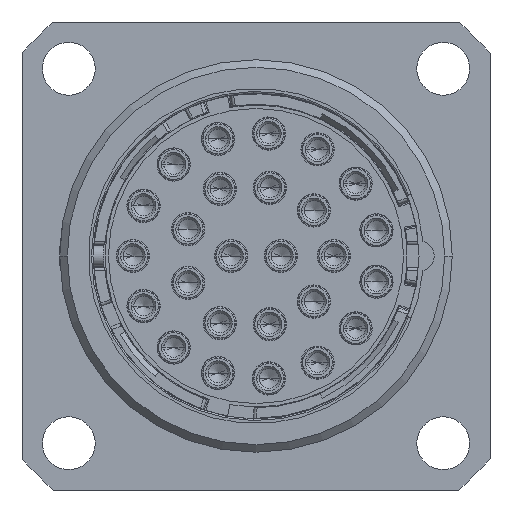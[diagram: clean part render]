
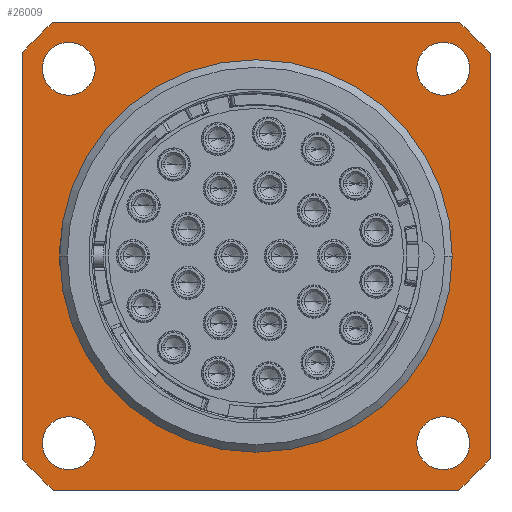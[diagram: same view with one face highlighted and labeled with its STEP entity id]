
A CAD part, left-side view. The second image highlights one B-rep face of the part: STEP entity #26009.
In plain terms, the highlighted planar face has unit normal (-1, 0, 0).
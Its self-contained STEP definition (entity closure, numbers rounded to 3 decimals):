
#996=CARTESIAN_POINT('',(-1.5,0.,0.));
#997=DIRECTION('',(-1.,0.,0.));
#998=DIRECTION('',(0.,-1.,0.));
#999=AXIS2_PLACEMENT_3D('',#996,#997,#998);
#1009=CARTESIAN_POINT('',(-1.5,0.,0.));
#1010=DIRECTION('',(-1.,0.,0.));
#1011=DIRECTION('',(0.,1.,0.));
#1012=AXIS2_PLACEMENT_3D('',#1009,#1010,#1011);
#1117=DIRECTION('',(0.,0.,1.));
#1118=VECTOR('',#1117,26.833);
#1119=CARTESIAN_POINT('',(-1.5,-15.5,-13.416));
#1120=LINE('2396',#1119,#1118);
#1121=CARTESIAN_POINT('',(-1.5,0.,0.));
#1122=DIRECTION('',(-1.,0.,0.));
#1123=DIRECTION('',(0.,-0.654,-0.756));
#1124=AXIS2_PLACEMENT_3D('',#1121,#1122,#1123);
#1126=DIRECTION('',(0.,-1.,0.));
#1127=VECTOR('',#1126,26.833);
#1128=CARTESIAN_POINT('',(-1.5,13.416,-15.5));
#1129=LINE('2398',#1128,#1127);
#1130=CARTESIAN_POINT('',(-1.5,0.,0.));
#1131=DIRECTION('',(-1.,0.,0.));
#1132=DIRECTION('',(0.,0.756,-0.654));
#1133=AXIS2_PLACEMENT_3D('',#1130,#1131,#1132);
#1135=DIRECTION('',(0.,0.,-1.));
#1136=VECTOR('',#1135,26.833);
#1137=CARTESIAN_POINT('',(-1.5,15.5,13.416));
#1138=LINE('2400',#1137,#1136);
#1139=CARTESIAN_POINT('',(-1.5,0.,0.));
#1140=DIRECTION('',(-1.,0.,0.));
#1141=DIRECTION('',(0.,0.654,0.756));
#1142=AXIS2_PLACEMENT_3D('',#1139,#1140,#1141);
#1144=DIRECTION('',(0.,1.,0.));
#1145=VECTOR('',#1144,26.833);
#1146=CARTESIAN_POINT('',(-1.5,-13.416,15.5));
#1147=LINE('2402',#1146,#1145);
#1148=CARTESIAN_POINT('',(-1.5,0.,0.));
#1149=DIRECTION('',(-1.,0.,0.));
#1150=DIRECTION('',(0.,-0.756,0.654));
#1151=AXIS2_PLACEMENT_3D('',#1148,#1149,#1150);
#1153=CARTESIAN_POINT('',(-1.5,12.4,12.4));
#1154=DIRECTION('',(1.,0.,0.));
#1155=DIRECTION('',(0.,1.,0.));
#1156=AXIS2_PLACEMENT_3D('',#1153,#1154,#1155);
#1158=CARTESIAN_POINT('',(-1.5,12.4,12.4));
#1159=DIRECTION('',(1.,0.,0.));
#1160=DIRECTION('',(0.,-1.,0.));
#1161=AXIS2_PLACEMENT_3D('',#1158,#1159,#1160);
#1163=CARTESIAN_POINT('',(-1.5,12.4,-12.4));
#1164=DIRECTION('',(1.,0.,0.));
#1165=DIRECTION('',(0.,1.,0.));
#1166=AXIS2_PLACEMENT_3D('',#1163,#1164,#1165);
#1168=CARTESIAN_POINT('',(-1.5,12.4,-12.4));
#1169=DIRECTION('',(1.,0.,0.));
#1170=DIRECTION('',(0.,-1.,0.));
#1171=AXIS2_PLACEMENT_3D('',#1168,#1169,#1170);
#1173=CARTESIAN_POINT('',(-1.5,-12.4,-12.4));
#1174=DIRECTION('',(1.,0.,0.));
#1175=DIRECTION('',(0.,1.,0.));
#1176=AXIS2_PLACEMENT_3D('',#1173,#1174,#1175);
#1178=CARTESIAN_POINT('',(-1.5,-12.4,-12.4));
#1179=DIRECTION('',(1.,0.,0.));
#1180=DIRECTION('',(0.,-1.,0.));
#1181=AXIS2_PLACEMENT_3D('',#1178,#1179,#1180);
#1183=CARTESIAN_POINT('',(-1.5,-12.4,12.4));
#1184=DIRECTION('',(1.,0.,0.));
#1185=DIRECTION('',(0.,1.,0.));
#1186=AXIS2_PLACEMENT_3D('',#1183,#1184,#1185);
#1188=CARTESIAN_POINT('',(-1.5,-12.4,12.4));
#1189=DIRECTION('',(1.,0.,0.));
#1190=DIRECTION('',(0.,-1.,0.));
#1191=AXIS2_PLACEMENT_3D('',#1188,#1189,#1190);
#19328=CARTESIAN_POINT('',(-1.5,-15.5,-13.416));
#19329=CARTESIAN_POINT('',(-1.5,-15.5,13.416));
#19330=VERTEX_POINT('',#19328);
#19331=VERTEX_POINT('',#19329);
#19332=CARTESIAN_POINT('',(-1.5,-13.416,-15.5));
#19333=VERTEX_POINT('',#19332);
#19334=CARTESIAN_POINT('',(-1.5,13.416,-15.5));
#19335=VERTEX_POINT('',#19334);
#19336=CARTESIAN_POINT('',(-1.5,15.5,-13.416));
#19337=VERTEX_POINT('',#19336);
#19338=CARTESIAN_POINT('',(-1.5,15.5,13.416));
#19339=VERTEX_POINT('',#19338);
#19340=CARTESIAN_POINT('',(-1.5,13.416,15.5));
#19341=VERTEX_POINT('',#19340);
#19342=CARTESIAN_POINT('',(-1.5,-13.416,15.5));
#19343=VERTEX_POINT('',#19342);
#19348=CARTESIAN_POINT('',(-1.5,-13.,0.));
#19349=CARTESIAN_POINT('',(-1.5,13.,0.));
#19350=VERTEX_POINT('',#19348);
#19351=VERTEX_POINT('',#19349);
#19360=CARTESIAN_POINT('',(-1.5,14.15,12.4));
#19361=CARTESIAN_POINT('',(-1.5,10.65,12.4));
#19362=VERTEX_POINT('',#19360);
#19363=VERTEX_POINT('',#19361);
#19368=CARTESIAN_POINT('',(-1.5,14.15,-12.4));
#19369=CARTESIAN_POINT('',(-1.5,10.65,-12.4));
#19370=VERTEX_POINT('',#19368);
#19371=VERTEX_POINT('',#19369);
#19376=CARTESIAN_POINT('',(-1.5,-10.65,-12.4));
#19377=CARTESIAN_POINT('',(-1.5,-14.15,-12.4));
#19378=VERTEX_POINT('',#19376);
#19379=VERTEX_POINT('',#19377);
#19384=CARTESIAN_POINT('',(-1.5,-10.65,12.4));
#19385=CARTESIAN_POINT('',(-1.5,-14.15,12.4));
#19386=VERTEX_POINT('',#19384);
#19387=VERTEX_POINT('',#19385);
#25958=CARTESIAN_POINT('',(-1.5,0.,0.));
#25959=DIRECTION('',(1.,0.,0.));
#25960=DIRECTION('',(0.,0.,-1.));
#25961=AXIS2_PLACEMENT_3D('',#25958,#25959,#25960);
#25962=PLANE('273',#25961);
#25964=ORIENTED_EDGE('2396',*,*,#25963,.F.);
#25966=ORIENTED_EDGE('2397',*,*,#25965,.F.);
#25968=ORIENTED_EDGE('2398',*,*,#25967,.F.);
#25970=ORIENTED_EDGE('2399',*,*,#25969,.F.);
#25972=ORIENTED_EDGE('2400',*,*,#25971,.F.);
#25974=ORIENTED_EDGE('2401',*,*,#25973,.F.);
#25976=ORIENTED_EDGE('2402',*,*,#25975,.F.);
#25978=ORIENTED_EDGE('2403',*,*,#25977,.F.);
#25979=EDGE_LOOP('273',(#25964,#25966,#25968,#25970,#25972,#25974,#25976,
#25978));
#25980=FACE_OUTER_BOUND('273',#25979,.F.);
#25981=ORIENTED_EDGE('2413',*,*,#25763,.T.);
#25982=ORIENTED_EDGE('2415',*,*,#25790,.T.);
#25983=EDGE_LOOP('273',(#25981,#25982));
#25984=FACE_BOUND('273',#25983,.F.);
#25986=ORIENTED_EDGE('2421',*,*,#25985,.F.);
#25988=ORIENTED_EDGE('2422',*,*,#25987,.F.);
#25989=EDGE_LOOP('273',(#25986,#25988));
#25990=FACE_BOUND('273',#25989,.F.);
#25992=ORIENTED_EDGE('2427',*,*,#25991,.F.);
#25994=ORIENTED_EDGE('2428',*,*,#25993,.F.);
#25995=EDGE_LOOP('273',(#25992,#25994));
#25996=FACE_BOUND('273',#25995,.F.);
#25998=ORIENTED_EDGE('2433',*,*,#25997,.F.);
#26000=ORIENTED_EDGE('2434',*,*,#25999,.F.);
#26001=EDGE_LOOP('273',(#25998,#26000));
#26002=FACE_BOUND('273',#26001,.F.);
#26004=ORIENTED_EDGE('2439',*,*,#26003,.F.);
#26006=ORIENTED_EDGE('2440',*,*,#26005,.F.);
#26007=EDGE_LOOP('273',(#26004,#26006));
#26008=FACE_BOUND('273',#26007,.F.);
#1000=CIRCLE('2413',#999,13.);
#1013=CIRCLE('2415',#1012,13.);
#1125=CIRCLE('2397',#1124,20.5);
#1134=CIRCLE('2399',#1133,20.5);
#1143=CIRCLE('2401',#1142,20.5);
#1152=CIRCLE('2403',#1151,20.5);
#1157=CIRCLE('2421',#1156,1.75);
#1162=CIRCLE('2422',#1161,1.75);
#1167=CIRCLE('2427',#1166,1.75);
#1172=CIRCLE('2428',#1171,1.75);
#1177=CIRCLE('2433',#1176,1.75);
#1182=CIRCLE('2434',#1181,1.75);
#1187=CIRCLE('2439',#1186,1.75);
#1192=CIRCLE('2440',#1191,1.75);
#25763=EDGE_CURVE('2413',#19350,#19351,#1000,.T.);
#25790=EDGE_CURVE('2415',#19351,#19350,#1013,.T.);
#25963=EDGE_CURVE('2396',#19330,#19331,#1120,.T.);
#25965=EDGE_CURVE('2397',#19333,#19330,#1125,.T.);
#25967=EDGE_CURVE('2398',#19335,#19333,#1129,.T.);
#25969=EDGE_CURVE('2399',#19337,#19335,#1134,.T.);
#25971=EDGE_CURVE('2400',#19339,#19337,#1138,.T.);
#25973=EDGE_CURVE('2401',#19341,#19339,#1143,.T.);
#25975=EDGE_CURVE('2402',#19343,#19341,#1147,.T.);
#25977=EDGE_CURVE('2403',#19331,#19343,#1152,.T.);
#25985=EDGE_CURVE('2421',#19362,#19363,#1157,.T.);
#25987=EDGE_CURVE('2422',#19363,#19362,#1162,.T.);
#25991=EDGE_CURVE('2427',#19370,#19371,#1167,.T.);
#25993=EDGE_CURVE('2428',#19371,#19370,#1172,.T.);
#25997=EDGE_CURVE('2433',#19378,#19379,#1177,.T.);
#25999=EDGE_CURVE('2434',#19379,#19378,#1182,.T.);
#26003=EDGE_CURVE('2439',#19386,#19387,#1187,.T.);
#26005=EDGE_CURVE('2440',#19387,#19386,#1192,.T.);
#26009=ADVANCED_FACE('273',(#25980,#25984,#25990,#25996,#26002,#26008),#25962,
.F.);
